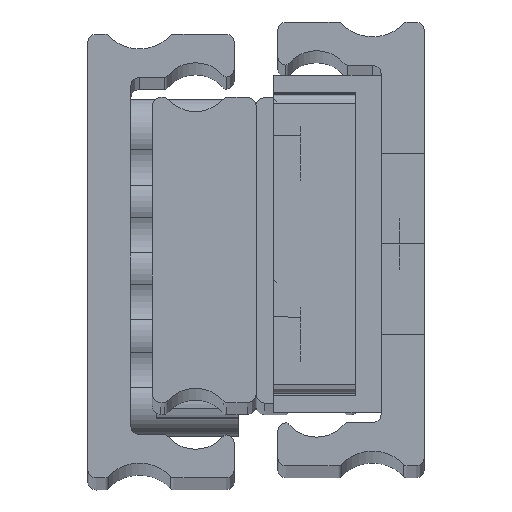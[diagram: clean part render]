
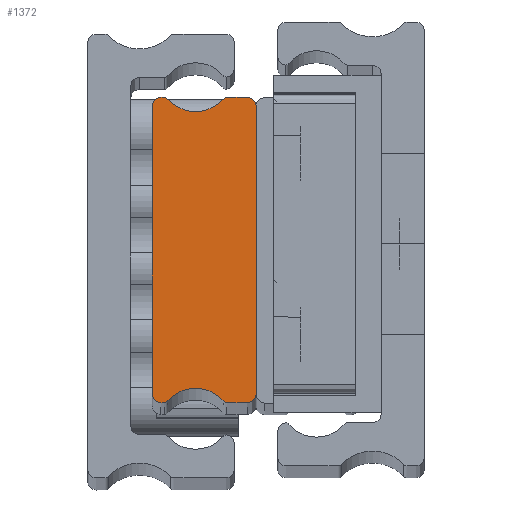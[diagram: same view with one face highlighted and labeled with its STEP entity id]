
A CAD part, top view. The second image highlights one B-rep face of the part: STEP entity #1372.
In plain terms, the highlighted planar face has unit normal (0, 0, 1).
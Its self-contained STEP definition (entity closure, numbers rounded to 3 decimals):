
#62 = DIRECTION ( 'NONE',  ( 1., 0., 0. ) ) ;
#115 = CARTESIAN_POINT ( 'NONE',  ( -10.192, 17.473, 0. ) ) ;
#116 = VERTEX_POINT ( 'NONE', #4232 ) ;
#138 = EDGE_CURVE ( 'NONE', #6825, #2436, #4948, .T. ) ;
#150 = VECTOR ( 'NONE', #748, 1000. ) ;
#210 = DIRECTION ( 'NONE',  ( 0., 0., 1. ) ) ;
#219 = AXIS2_PLACEMENT_3D ( 'NONE', #7062, #2047, #62 ) ;
#268 = ORIENTED_EDGE ( 'NONE', *, *, #7365, .T. ) ;
#325 = LINE ( 'NONE', #2640, #5009 ) ;
#414 = CARTESIAN_POINT ( 'NONE',  ( -10.603, -17.687, 0. ) ) ;
#418 = CARTESIAN_POINT ( 'NONE',  ( -3.397, -17.688, 0. ) ) ;
#588 = DIRECTION ( 'NONE',  ( 1., 0., 0. ) ) ;
#630 = ORIENTED_EDGE ( 'NONE', *, *, #138, .T. ) ;
#748 = DIRECTION ( 'NONE',  ( -1., 0., 0. ) ) ;
#757 = CARTESIAN_POINT ( 'NONE',  ( -10.192, -17.473, 0. ) ) ;
#784 = CARTESIAN_POINT ( 'NONE',  ( -3.808, -17.473, 0. ) ) ;
#1051 = DIRECTION ( 'NONE',  ( 0., 0., 1. ) ) ;
#1059 = VECTOR ( 'NONE', #4793, 1000. ) ;
#1062 = EDGE_CURVE ( 'NONE', #4410, #2455, #1400, .T. ) ;
#1128 = ORIENTED_EDGE ( 'NONE', *, *, #5793, .T. ) ;
#1146 = ORIENTED_EDGE ( 'NONE', *, *, #6639, .T. ) ;
#1312 = DIRECTION ( 'NONE',  ( 1., 0., 0. ) ) ;
#1331 = DIRECTION ( 'NONE',  ( 1., 0., 0. ) ) ;
#1368 = DIRECTION ( 'NONE',  ( -1., 0., 0. ) ) ;
#1372 = ADVANCED_FACE ( 'NONE', ( #2252 ), #4155, .T. ) ;
#1400 = LINE ( 'NONE', #6581, #5764 ) ;
#1429 = EDGE_CURVE ( 'NONE', #3293, #6321, #4771, .T. ) ;
#1441 = AXIS2_PLACEMENT_3D ( 'NONE', #6881, #6318, #3909 ) ;
#1472 = VECTOR ( 'NONE', #5049, 1000. ) ;
#1517 = LINE ( 'NONE', #418, #1472 ) ;
#1607 = ORIENTED_EDGE ( 'NONE', *, *, #3069, .T. ) ;
#1829 = CIRCLE ( 'NONE', #4045, 1. ) ;
#2017 = EDGE_CURVE ( 'NONE', #2436, #116, #6130, .T. ) ;
#2047 = DIRECTION ( 'NONE',  ( 0., 0., -1. ) ) ;
#2089 = DIRECTION ( 'NONE',  ( 0., 0., -1. ) ) ;
#2101 = VERTEX_POINT ( 'NONE', #5469 ) ;
#2106 = ORIENTED_EDGE ( 'NONE', *, *, #2860, .T. ) ;
#2151 = EDGE_CURVE ( 'NONE', #6821, #4240, #325, .T. ) ;
#2198 = CARTESIAN_POINT ( 'NONE',  ( -3.808, 17.473, 0. ) ) ;
#2252 = FACE_OUTER_BOUND ( 'NONE', #5477, .T. ) ;
#2399 = EDGE_CURVE ( 'NONE', #3256, #5819, #6453, .T. ) ;
#2400 = CIRCLE ( 'NONE', #7189, 4.22 ) ;
#2419 = CARTESIAN_POINT ( 'NONE',  ( -10.603, 17.688, 0. ) ) ;
#2436 = VERTEX_POINT ( 'NONE', #784 ) ;
#2455 = VERTEX_POINT ( 'NONE', #2671 ) ;
#2471 = CARTESIAN_POINT ( 'NONE',  ( -3.397, -17.187, 0. ) ) ;
#2502 = ORIENTED_EDGE ( 'NONE', *, *, #7430, .T. ) ;
#2565 = CARTESIAN_POINT ( 'NONE',  ( 0., 16.687, 0. ) ) ;
#2640 = CARTESIAN_POINT ( 'NONE',  ( 0., -16.687, 0. ) ) ;
#2671 = CARTESIAN_POINT ( 'NONE',  ( -3.397, 17.687, 0. ) ) ;
#2777 = CIRCLE ( 'NONE', #3657, 1. ) ;
#2846 = ORIENTED_EDGE ( 'NONE', *, *, #7349, .T. ) ;
#2860 = EDGE_CURVE ( 'NONE', #3725, #3293, #5831, .T. ) ;
#2930 = CARTESIAN_POINT ( 'NONE',  ( -1., -16.687, 0. ) ) ;
#2973 = DIRECTION ( 'NONE',  ( 1., 0., 0. ) ) ;
#3016 = ORIENTED_EDGE ( 'NONE', *, *, #3695, .T. ) ;
#3069 = EDGE_CURVE ( 'NONE', #6077, #3725, #2400, .T. ) ;
#3139 = DIRECTION ( 'NONE',  ( 0., 0., 1. ) ) ;
#3153 = ORIENTED_EDGE ( 'NONE', *, *, #1062, .T. ) ;
#3177 = ORIENTED_EDGE ( 'NONE', *, *, #2151, .T. ) ;
#3256 = VERTEX_POINT ( 'NONE', #3756 ) ;
#3286 = EDGE_CURVE ( 'NONE', #5907, #3256, #3884, .T. ) ;
#3293 = VERTEX_POINT ( 'NONE', #7171 ) ;
#3359 = DIRECTION ( 'NONE',  ( 1., 0., 0. ) ) ;
#3457 = DIRECTION ( 'NONE',  ( 0., 0., 1. ) ) ;
#3524 = CIRCLE ( 'NONE', #5492, 0.5 ) ;
#3561 = AXIS2_PLACEMENT_3D ( 'NONE', #2471, #4285, #7157 ) ;
#3618 = CARTESIAN_POINT ( 'NONE',  ( -11., -17.687, 0. ) ) ;
#3632 = DIRECTION ( 'NONE',  ( 1., 0., 0. ) ) ;
#3657 = AXIS2_PLACEMENT_3D ( 'NONE', #6808, #1051, #6844 ) ;
#3695 = EDGE_CURVE ( 'NONE', #2455, #6077, #6236, .T. ) ;
#3725 = VERTEX_POINT ( 'NONE', #115 ) ;
#3756 = CARTESIAN_POINT ( 'NONE',  ( -11., -17.687, 0. ) ) ;
#3838 = DIRECTION ( 'NONE',  ( 1., 0., 0. ) ) ;
#3855 = ORIENTED_EDGE ( 'NONE', *, *, #5471, .T. ) ;
#3884 = CIRCLE ( 'NONE', #7428, 1. ) ;
#3909 = DIRECTION ( 'NONE',  ( 1., 0., 0. ) ) ;
#3996 = VECTOR ( 'NONE', #1312, 1000. ) ;
#4045 = AXIS2_PLACEMENT_3D ( 'NONE', #2930, #5778, #2973 ) ;
#4155 = PLANE ( 'NONE',  #5145 ) ;
#4191 = CARTESIAN_POINT ( 'NONE',  ( -10.603, -17.187, 0. ) ) ;
#4232 = CARTESIAN_POINT ( 'NONE',  ( -3.397, -17.688, 0. ) ) ;
#4240 = VERTEX_POINT ( 'NONE', #2565 ) ;
#4285 = DIRECTION ( 'NONE',  ( 0., 0., 1. ) ) ;
#4410 = VERTEX_POINT ( 'NONE', #7050 ) ;
#4501 = VERTEX_POINT ( 'NONE', #5366 ) ;
#4607 = DIRECTION ( 'NONE',  ( 0., 0., 1. ) ) ;
#4771 = LINE ( 'NONE', #2419, #150 ) ;
#4793 = DIRECTION ( 'NONE',  ( 0., -1., 0. ) ) ;
#4948 = CIRCLE ( 'NONE', #219, 4.22 ) ;
#4989 = DIRECTION ( 'NONE',  ( 0., 1., 0. ) ) ;
#5002 = AXIS2_PLACEMENT_3D ( 'NONE', #7201, #7161, #3632 ) ;
#5009 = VECTOR ( 'NONE', #4989, 1000. ) ;
#5049 = DIRECTION ( 'NONE',  ( 1., 0., 0. ) ) ;
#5145 = AXIS2_PLACEMENT_3D ( 'NONE', #5808, #4607, #588 ) ;
#5314 = CARTESIAN_POINT ( 'NONE',  ( 0., -16.687, 0. ) ) ;
#5328 = CARTESIAN_POINT ( 'NONE',  ( -12., 16.687, 0. ) ) ;
#5366 = CARTESIAN_POINT ( 'NONE',  ( -1., -17.688, 0. ) ) ;
#5410 = CARTESIAN_POINT ( 'NONE',  ( -12., -16.688, 0. ) ) ;
#5448 = CARTESIAN_POINT ( 'NONE',  ( -10.603, 17.187, 0. ) ) ;
#5469 = CARTESIAN_POINT ( 'NONE',  ( -12., 16.687, 0. ) ) ;
#5471 = EDGE_CURVE ( 'NONE', #116, #4501, #1517, .T. ) ;
#5477 = EDGE_LOOP ( 'NONE', ( #1607, #2106, #6017, #268, #2502, #6392, #7376, #1128, #630, #5731, #3855, #1146, #3177, #2846, #3153, #3016 ) ) ;
#5492 = AXIS2_PLACEMENT_3D ( 'NONE', #4191, #3457, #5804 ) ;
#5495 = CIRCLE ( 'NONE', #1441, 1. ) ;
#5731 = ORIENTED_EDGE ( 'NONE', *, *, #2017, .T. ) ;
#5764 = VECTOR ( 'NONE', #1368, 1000. ) ;
#5778 = DIRECTION ( 'NONE',  ( 0., 0., 1. ) ) ;
#5793 = EDGE_CURVE ( 'NONE', #5819, #6825, #3524, .T. ) ;
#5804 = DIRECTION ( 'NONE',  ( 1., 0., 0. ) ) ;
#5808 = CARTESIAN_POINT ( 'NONE',  ( -7., 20.232, 0. ) ) ;
#5819 = VERTEX_POINT ( 'NONE', #414 ) ;
#5831 = CIRCLE ( 'NONE', #6792, 0.5 ) ;
#5907 = VERTEX_POINT ( 'NONE', #5410 ) ;
#6017 = ORIENTED_EDGE ( 'NONE', *, *, #1429, .T. ) ;
#6058 = CARTESIAN_POINT ( 'NONE',  ( -11., -16.688, 0. ) ) ;
#6077 = VERTEX_POINT ( 'NONE', #2198 ) ;
#6130 = CIRCLE ( 'NONE', #3561, 0.5 ) ;
#6236 = CIRCLE ( 'NONE', #5002, 0.5 ) ;
#6318 = DIRECTION ( 'NONE',  ( 0., 0., 1. ) ) ;
#6321 = VERTEX_POINT ( 'NONE', #6430 ) ;
#6392 = ORIENTED_EDGE ( 'NONE', *, *, #3286, .T. ) ;
#6430 = CARTESIAN_POINT ( 'NONE',  ( -11., 17.687, 0. ) ) ;
#6453 = LINE ( 'NONE', #3618, #3996 ) ;
#6581 = CARTESIAN_POINT ( 'NONE',  ( -1., 17.687, 0. ) ) ;
#6639 = EDGE_CURVE ( 'NONE', #4501, #6821, #1829, .T. ) ;
#6792 = AXIS2_PLACEMENT_3D ( 'NONE', #5448, #210, #3838 ) ;
#6808 = CARTESIAN_POINT ( 'NONE',  ( -11., 16.687, 0. ) ) ;
#6821 = VERTEX_POINT ( 'NONE', #5314 ) ;
#6825 = VERTEX_POINT ( 'NONE', #757 ) ;
#6844 = DIRECTION ( 'NONE',  ( 1., 0., 0. ) ) ;
#6881 = CARTESIAN_POINT ( 'NONE',  ( -1., 16.687, 0. ) ) ;
#7011 = LINE ( 'NONE', #5328, #1059 ) ;
#7050 = CARTESIAN_POINT ( 'NONE',  ( -1., 17.688, 0. ) ) ;
#7062 = CARTESIAN_POINT ( 'NONE',  ( -7., -20.232, 0. ) ) ;
#7157 = DIRECTION ( 'NONE',  ( 1., 0., 0. ) ) ;
#7161 = DIRECTION ( 'NONE',  ( 0., 0., 1. ) ) ;
#7171 = CARTESIAN_POINT ( 'NONE',  ( -10.603, 17.687, 0. ) ) ;
#7189 = AXIS2_PLACEMENT_3D ( 'NONE', #7361, #2089, #3359 ) ;
#7201 = CARTESIAN_POINT ( 'NONE',  ( -3.397, 17.187, 0. ) ) ;
#7349 = EDGE_CURVE ( 'NONE', #4240, #4410, #5495, .T. ) ;
#7361 = CARTESIAN_POINT ( 'NONE',  ( -7., 20.232, 0. ) ) ;
#7365 = EDGE_CURVE ( 'NONE', #6321, #2101, #2777, .T. ) ;
#7376 = ORIENTED_EDGE ( 'NONE', *, *, #2399, .T. ) ;
#7428 = AXIS2_PLACEMENT_3D ( 'NONE', #6058, #3139, #1331 ) ;
#7430 = EDGE_CURVE ( 'NONE', #2101, #5907, #7011, .T. ) ;
